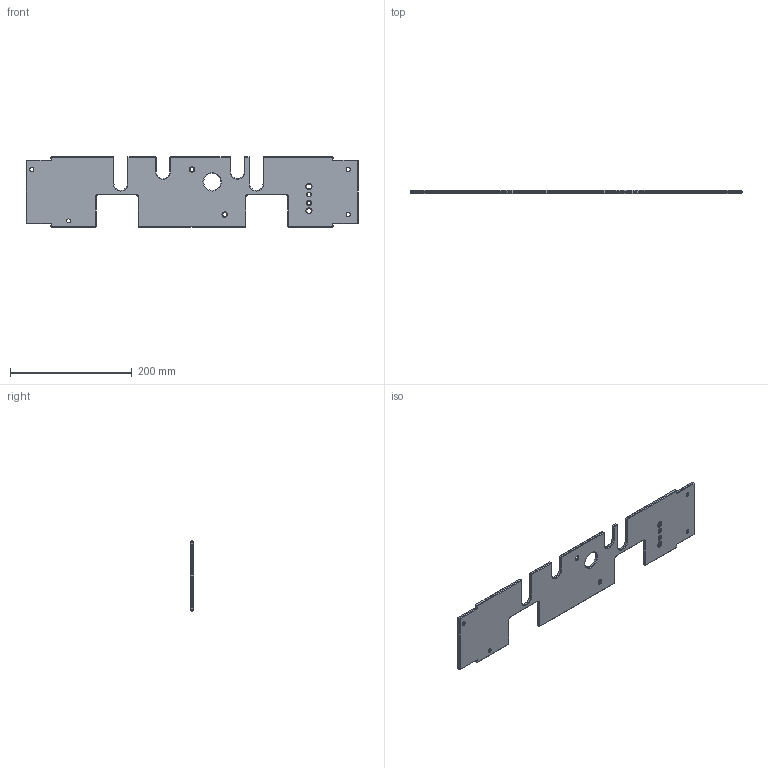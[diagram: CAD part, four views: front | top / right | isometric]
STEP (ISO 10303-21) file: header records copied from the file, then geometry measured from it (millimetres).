
FILE_DESCRIPTION((''),'2;1');
FILE_NAME('AS_ISO-PLATTEN-26207','2026-01-16T10:34:39',('HP'),(''),'CREO PARAMETRIC BY PTC INC, 2020354','CREO PARAMETRIC BY PTC INC, 2020354','');
FILE_SCHEMA(('AP203_CONFIGURATION_CONTROLLED_3D_DESIGN_OF_MECHANICAL_PARTS_AND_ASSEMBLIES_MIM_LF { 1 0 10303 403 2 1 2 }'));
Length unit declared in the file: millimetre
Products named in the file (1): AS_ISO-PLATTEN-26207
Bounding box: 545 x 5 x 115 mm (x, y, z)
Volume: 245622.5 mm3; surface area: 107848.5 mm2
Topology: 1 solids, 1 shells, 522 faces, 1351 edges, 855 vertices
Faces by surface type: plane 297, extrusion 141, cone 56, cylinder 28
Entity records: 24452 total; most frequent: CARTESIAN_POINT 3828, ORIENTED_EDGE 2702, DIRECTION 2149, PRESENTATION_STYLE_ASSIGNMENT 2015, STYLED_ITEM 1493, CURVE_STYLE 1492, EDGE_CURVE 1351, VECTOR 1035
